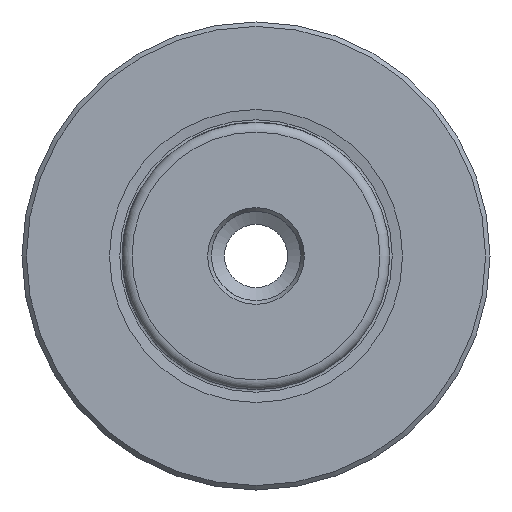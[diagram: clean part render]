
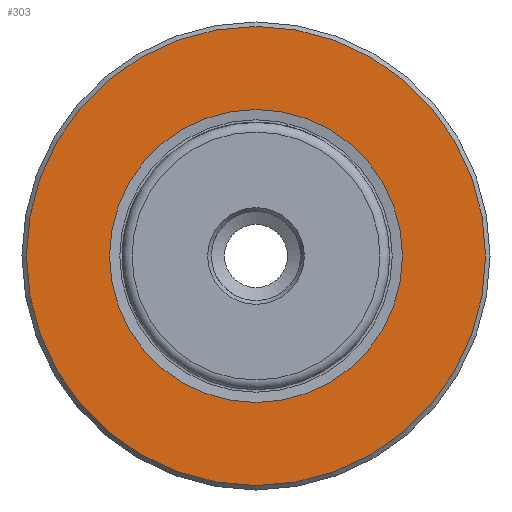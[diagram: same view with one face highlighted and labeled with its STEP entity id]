
A CAD part, left-side view. The second image highlights one B-rep face of the part: STEP entity #303.
In plain terms, the highlighted planar face has unit normal (-1, 0, 0).
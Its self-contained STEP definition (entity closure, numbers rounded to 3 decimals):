
#23 = ORIENTED_EDGE ( 'NONE', *, *, #755, .T. ) ;
#31 = CARTESIAN_POINT ( 'NONE',  ( 0., 0., 0. ) ) ;
#242 = CARTESIAN_POINT ( 'NONE',  ( 0., 0., 0. ) ) ;
#303 = ADVANCED_FACE ( 'NONE', ( #351, #1207 ), #409, .F. ) ;
#351 = FACE_BOUND ( 'NONE', #653, .T. ) ;
#374 = CARTESIAN_POINT ( 'NONE',  ( 0., 0., 19.715 ) ) ;
#409 = PLANE ( 'NONE',  #881 ) ;
#415 = DIRECTION ( 'NONE',  ( 0., 0., -1. ) ) ;
#457 = ORIENTED_EDGE ( 'NONE', *, *, #1144, .F. ) ;
#653 = EDGE_LOOP ( 'NONE', ( #457 ) ) ;
#755 = EDGE_CURVE ( 'NONE', #1408, #1408, #2226, .T. ) ;
#775 = DIRECTION ( 'NONE',  ( -1., 0., 0. ) ) ;
#881 = AXIS2_PLACEMENT_3D ( 'NONE', #907, #916, #415 ) ;
#907 = CARTESIAN_POINT ( 'NONE',  ( 0., 19.715, 0. ) ) ;
#916 = DIRECTION ( 'NONE',  ( 1., 0., 0. ) ) ;
#1031 = DIRECTION ( 'NONE',  ( -1., 0., 0. ) ) ;
#1144 = EDGE_CURVE ( 'NONE', #1478, #1478, #1776, .T. ) ;
#1207 = FACE_OUTER_BOUND ( 'NONE', #1843, .T. ) ;
#1408 = VERTEX_POINT ( 'NONE', #1560 ) ;
#1478 = VERTEX_POINT ( 'NONE', #374 ) ;
#1502 = AXIS2_PLACEMENT_3D ( 'NONE', #31, #1031, #1916 ) ;
#1560 = CARTESIAN_POINT ( 'NONE',  ( 0., 0., 30.9 ) ) ;
#1776 = CIRCLE ( 'NONE', #1502, 19.715 ) ;
#1843 = EDGE_LOOP ( 'NONE', ( #23 ) ) ;
#1916 = DIRECTION ( 'NONE',  ( 0., 0., 1. ) ) ;
#1954 = DIRECTION ( 'NONE',  ( 0., 0., 1. ) ) ;
#2001 = AXIS2_PLACEMENT_3D ( 'NONE', #242, #775, #1954 ) ;
#2226 = CIRCLE ( 'NONE', #2001, 30.9 ) ;
